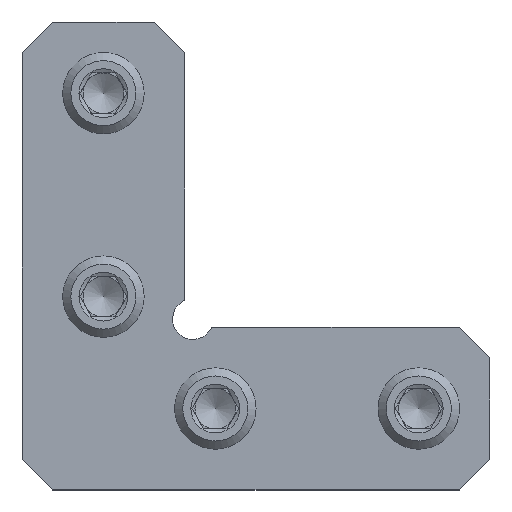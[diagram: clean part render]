
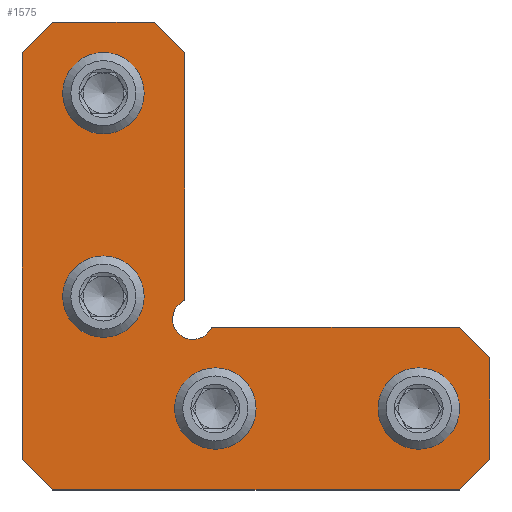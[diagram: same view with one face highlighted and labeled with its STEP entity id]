
A CAD part, top view. The second image highlights one B-rep face of the part: STEP entity #1575.
In plain terms, the highlighted planar face has unit normal (0, 0, 1).
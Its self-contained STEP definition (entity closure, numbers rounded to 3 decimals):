
#178=LINE('',#2745,#308);
#182=LINE('',#2752,#312);
#185=LINE('',#2758,#315);
#188=LINE('',#2764,#318);
#191=LINE('',#2770,#321);
#194=LINE('',#2776,#324);
#197=LINE('',#2782,#327);
#201=LINE('',#2794,#331);
#204=LINE('',#2800,#334);
#207=LINE('',#2806,#337);
#209=LINE('',#2809,#339);
#308=VECTOR('',#2236,1000.);
#312=VECTOR('',#2242,1000.);
#315=VECTOR('',#2247,1000.);
#318=VECTOR('',#2252,1000.);
#321=VECTOR('',#2257,1000.);
#324=VECTOR('',#2262,1000.);
#327=VECTOR('',#2267,1000.);
#331=VECTOR('',#2279,1000.);
#334=VECTOR('',#2284,1000.);
#337=VECTOR('',#2289,1000.);
#339=VECTOR('',#2293,1000.);
#364=FACE_BOUND('',#559,.T.);
#365=FACE_BOUND('',#560,.T.);
#366=FACE_BOUND('',#561,.T.);
#367=FACE_BOUND('',#562,.T.);
#460=FACE_OUTER_BOUND('',#558,.T.);
#558=EDGE_LOOP('',(#1370,#1371,#1372,#1373,#1374,#1375,#1376,#1377,#1378,
#1379,#1380,#1381));
#559=EDGE_LOOP('',(#1382));
#560=EDGE_LOOP('',(#1383));
#561=EDGE_LOOP('',(#1384));
#562=EDGE_LOOP('',(#1385));
#625=CIRCLE('',#1848,2.);
#626=CIRCLE('',#1854,3.324);
#627=CIRCLE('',#1855,3.324);
#628=CIRCLE('',#1856,3.324);
#629=CIRCLE('',#1857,3.324);
#740=VERTEX_POINT('',#2742);
#741=VERTEX_POINT('',#2744);
#743=VERTEX_POINT('',#2750);
#745=VERTEX_POINT('',#2756);
#747=VERTEX_POINT('',#2762);
#749=VERTEX_POINT('',#2768);
#751=VERTEX_POINT('',#2774);
#753=VERTEX_POINT('',#2780);
#755=VERTEX_POINT('',#2786);
#757=VERTEX_POINT('',#2792);
#759=VERTEX_POINT('',#2798);
#761=VERTEX_POINT('',#2804);
#762=VERTEX_POINT('',#2811);
#763=VERTEX_POINT('',#2813);
#764=VERTEX_POINT('',#2815);
#765=VERTEX_POINT('',#2817);
#940=EDGE_CURVE('',#741,#740,#178,.T.);
#944=EDGE_CURVE('',#740,#743,#182,.T.);
#947=EDGE_CURVE('',#743,#745,#185,.T.);
#950=EDGE_CURVE('',#745,#747,#188,.T.);
#953=EDGE_CURVE('',#747,#749,#191,.T.);
#956=EDGE_CURVE('',#749,#751,#194,.T.);
#959=EDGE_CURVE('',#751,#753,#197,.T.);
#962=EDGE_CURVE('',#755,#753,#625,.T.);
#965=EDGE_CURVE('',#755,#757,#201,.T.);
#968=EDGE_CURVE('',#757,#759,#204,.T.);
#971=EDGE_CURVE('',#759,#761,#207,.T.);
#973=EDGE_CURVE('',#761,#741,#209,.T.);
#974=EDGE_CURVE('',#762,#762,#626,.T.);
#975=EDGE_CURVE('',#763,#763,#627,.T.);
#976=EDGE_CURVE('',#764,#764,#628,.T.);
#977=EDGE_CURVE('',#765,#765,#629,.T.);
#1370=ORIENTED_EDGE('',*,*,#940,.T.);
#1371=ORIENTED_EDGE('',*,*,#944,.T.);
#1372=ORIENTED_EDGE('',*,*,#947,.T.);
#1373=ORIENTED_EDGE('',*,*,#950,.T.);
#1374=ORIENTED_EDGE('',*,*,#953,.T.);
#1375=ORIENTED_EDGE('',*,*,#956,.T.);
#1376=ORIENTED_EDGE('',*,*,#959,.T.);
#1377=ORIENTED_EDGE('',*,*,#962,.F.);
#1378=ORIENTED_EDGE('',*,*,#965,.T.);
#1379=ORIENTED_EDGE('',*,*,#968,.T.);
#1380=ORIENTED_EDGE('',*,*,#971,.T.);
#1381=ORIENTED_EDGE('',*,*,#973,.T.);
#1382=ORIENTED_EDGE('',*,*,#974,.F.);
#1383=ORIENTED_EDGE('',*,*,#975,.F.);
#1384=ORIENTED_EDGE('',*,*,#976,.T.);
#1385=ORIENTED_EDGE('',*,*,#977,.T.);
#1485=PLANE('',#1853);
#1575=ADVANCED_FACE('',(#460,#364,#365,#366,#367),#1485,.T.);
#1848=AXIS2_PLACEMENT_3D('',#2788,#2273,#2274);
#1853=AXIS2_PLACEMENT_3D('',#2810,#2294,#2295);
#1854=AXIS2_PLACEMENT_3D('',#2812,#2296,#2297);
#1855=AXIS2_PLACEMENT_3D('',#2814,#2298,#2299);
#1856=AXIS2_PLACEMENT_3D('',#2816,#2300,#2301);
#1857=AXIS2_PLACEMENT_3D('',#2818,#2302,#2303);
#2236=DIRECTION('',(0.,-1.,0.));
#2242=DIRECTION('',(0.707,-0.707,0.));
#2247=DIRECTION('',(1.,0.,0.));
#2252=DIRECTION('',(0.707,0.707,0.));
#2257=DIRECTION('',(0.,1.,0.));
#2262=DIRECTION('',(-0.707,0.707,0.));
#2267=DIRECTION('',(-1.,0.,0.));
#2273=DIRECTION('center_axis',(0.,0.,1.));
#2274=DIRECTION('ref_axis',(1.,0.,0.));
#2279=DIRECTION('',(0.,1.,0.));
#2284=DIRECTION('',(-0.707,0.707,0.));
#2289=DIRECTION('',(-1.,0.,0.));
#2293=DIRECTION('',(-0.707,-0.707,0.));
#2294=DIRECTION('center_axis',(0.,0.,1.));
#2295=DIRECTION('ref_axis',(1.,0.,0.));
#2296=DIRECTION('center_axis',(0.,0.,1.));
#2297=DIRECTION('ref_axis',(1.,0.,0.));
#2298=DIRECTION('center_axis',(0.,0.,1.));
#2299=DIRECTION('ref_axis',(1.,0.,0.));
#2300=DIRECTION('center_axis',(0.,0.,-1.));
#2301=DIRECTION('ref_axis',(-1.,0.,0.));
#2302=DIRECTION('center_axis',(0.,0.,-1.));
#2303=DIRECTION('ref_axis',(-1.,0.,0.));
#2742=CARTESIAN_POINT('',(0.,3.,1.5));
#2744=CARTESIAN_POINT('',(0.,43.,1.5));
#2745=CARTESIAN_POINT('',(0.,43.,1.5));
#2750=CARTESIAN_POINT('',(3.,0.,1.5));
#2752=CARTESIAN_POINT('',(0.,3.,1.5));
#2756=CARTESIAN_POINT('',(43.,0.,1.5));
#2758=CARTESIAN_POINT('',(3.,0.,1.5));
#2762=CARTESIAN_POINT('',(46.,3.,1.5));
#2764=CARTESIAN_POINT('',(43.,0.,1.5));
#2768=CARTESIAN_POINT('',(46.,13.,1.5));
#2770=CARTESIAN_POINT('',(46.,3.,1.5));
#2774=CARTESIAN_POINT('',(43.,16.,1.5));
#2776=CARTESIAN_POINT('',(46.,13.,1.5));
#2780=CARTESIAN_POINT('',(18.633,16.,1.5));
#2782=CARTESIAN_POINT('',(43.,16.,1.5));
#2786=CARTESIAN_POINT('',(16.,18.633,1.5));
#2788=CARTESIAN_POINT('Origin',(16.8,16.8,1.5));
#2792=CARTESIAN_POINT('',(16.,43.,1.5));
#2794=CARTESIAN_POINT('',(16.,18.633,1.5));
#2798=CARTESIAN_POINT('',(13.,46.,1.5));
#2800=CARTESIAN_POINT('',(16.,43.,1.5));
#2804=CARTESIAN_POINT('',(3.,46.,1.5));
#2806=CARTESIAN_POINT('',(13.,46.,1.5));
#2809=CARTESIAN_POINT('',(3.,46.,1.5));
#2810=CARTESIAN_POINT('Origin',(16.8,16.8,1.5));
#2811=CARTESIAN_POINT('',(15.677,8.,1.5));
#2812=CARTESIAN_POINT('Origin',(19.,8.,1.5));
#2813=CARTESIAN_POINT('',(35.677,8.,1.5));
#2814=CARTESIAN_POINT('Origin',(39.,8.,1.5));
#2815=CARTESIAN_POINT('',(11.324,19.,1.5));
#2816=CARTESIAN_POINT('Origin',(8.,19.,1.5));
#2817=CARTESIAN_POINT('',(11.324,39.,1.5));
#2818=CARTESIAN_POINT('Origin',(8.,39.,1.5));
